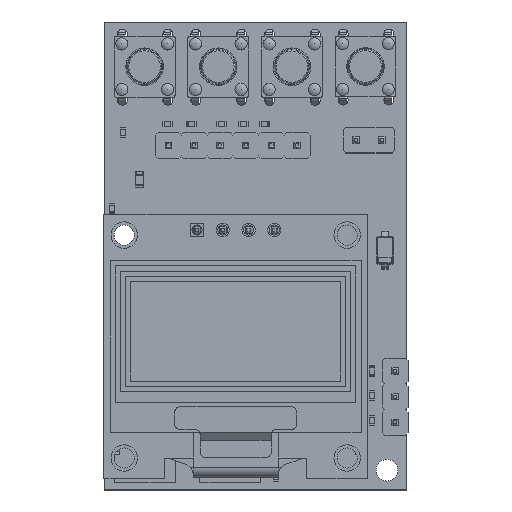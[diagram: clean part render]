
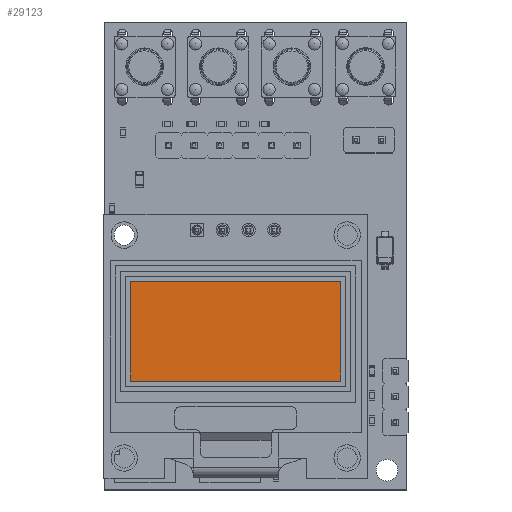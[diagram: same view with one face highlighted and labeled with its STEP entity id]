
A CAD part, top view. The second image highlights one B-rep face of the part: STEP entity #29123.
In plain terms, the highlighted face is planar.
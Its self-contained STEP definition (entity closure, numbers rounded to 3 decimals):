
#28991 = EDGE_CURVE('',#28992,#28994,#28996,.T.);
#28992 = VERTEX_POINT('',#28993);
#28993 = CARTESIAN_POINT('',(10.37,5.66,3.41));
#28994 = VERTEX_POINT('',#28995);
#28995 = CARTESIAN_POINT('',(10.37,5.66,-6.45));
#28996 = LINE('',#28997,#28998);
#28997 = CARTESIAN_POINT('',(10.37,5.66,3.41));
#28998 = VECTOR('',#28999,1.);
#28999 = DIRECTION('',(0.,0.,-1.));
#29031 = EDGE_CURVE('',#28994,#29032,#29034,.T.);
#29032 = VERTEX_POINT('',#29033);
#29033 = CARTESIAN_POINT('',(-10.37,5.66,-6.45));
#29034 = LINE('',#29035,#29036);
#29035 = CARTESIAN_POINT('',(10.37,5.66,-6.45));
#29036 = VECTOR('',#29037,1.);
#29037 = DIRECTION('',(-1.,0.,0.));
#29062 = EDGE_CURVE('',#29032,#29063,#29065,.T.);
#29063 = VERTEX_POINT('',#29064);
#29064 = CARTESIAN_POINT('',(-10.37,5.66,3.41));
#29065 = LINE('',#29066,#29067);
#29066 = CARTESIAN_POINT('',(-10.37,5.66,-6.45));
#29067 = VECTOR('',#29068,1.);
#29068 = DIRECTION('',(0.,0.,1.));
#29093 = EDGE_CURVE('',#29063,#28992,#29094,.T.);
#29094 = LINE('',#29095,#29096);
#29095 = CARTESIAN_POINT('',(-10.37,5.66,3.41));
#29096 = VECTOR('',#29097,1.);
#29097 = DIRECTION('',(1.,0.,0.));
#29123 = ADVANCED_FACE('',(#29124),#29130,.T.);
#29124 = FACE_BOUND('',#29125,.T.);
#29125 = EDGE_LOOP('',(#29126,#29127,#29128,#29129));
#29126 = ORIENTED_EDGE('',*,*,#29093,.T.);
#29127 = ORIENTED_EDGE('',*,*,#28991,.T.);
#29128 = ORIENTED_EDGE('',*,*,#29031,.T.);
#29129 = ORIENTED_EDGE('',*,*,#29062,.T.);
#29130 = PLANE('',#29131);
#29131 = AXIS2_PLACEMENT_3D('',#29132,#29133,#29134);
#29132 = CARTESIAN_POINT('',(0.,5.66,0.));
#29133 = DIRECTION('',(0.,1.,0.));
#29134 = DIRECTION('',(0.,0.,1.));
